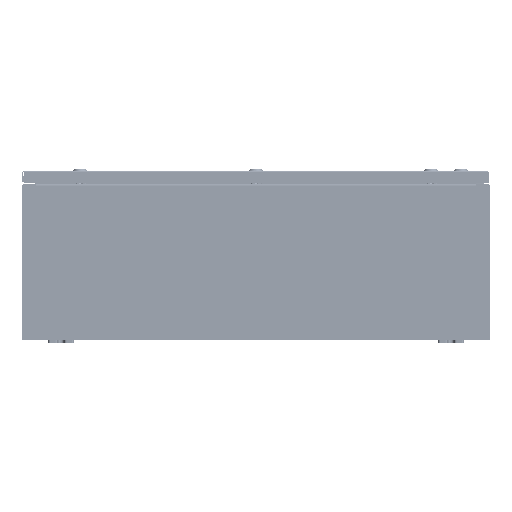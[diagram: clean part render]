
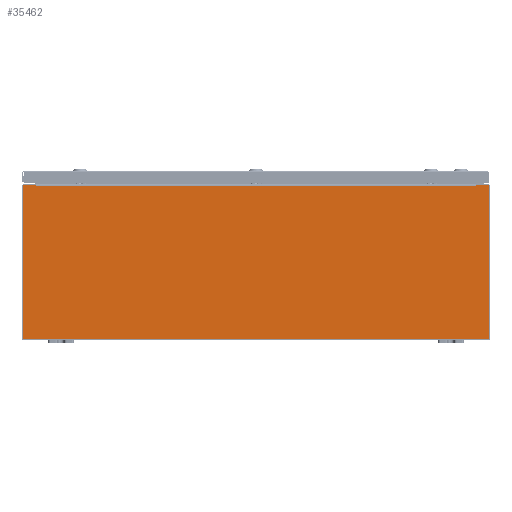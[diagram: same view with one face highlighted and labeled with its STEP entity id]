
A CAD part, front view. The second image highlights one B-rep face of the part: STEP entity #35462.
In plain terms, the highlighted face is planar.
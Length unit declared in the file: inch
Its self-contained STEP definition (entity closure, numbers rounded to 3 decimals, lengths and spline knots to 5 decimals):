
#132 = DIRECTION ( 'NONE',  ( 0., 0., 1. ) ) ;
#927 = DIRECTION ( 'NONE',  ( 0., 0., -1. ) ) ;
#1481 = LINE ( 'NONE', #32520, #42047 ) ;
#2187 = ORIENTED_EDGE ( 'NONE', *, *, #20346, .T. ) ;
#2207 = VECTOR ( 'NONE', #26494, 39.37008 ) ;
#2785 = CARTESIAN_POINT ( 'NONE',  ( 0., 0., 0. ) ) ;
#3730 = ORIENTED_EDGE ( 'NONE', *, *, #44100, .T. ) ;
#4733 = CARTESIAN_POINT ( 'NONE',  ( -16.8872, 0., 5.9123 ) ) ;
#5564 = VERTEX_POINT ( 'NONE', #57879 ) ;
#5868 = VERTEX_POINT ( 'NONE', #46274 ) ;
#8104 = DIRECTION ( 'NONE',  ( 0., -1., 0. ) ) ;
#8444 = CARTESIAN_POINT ( 'NONE',  ( 16.8872, 0., 5.9123 ) ) ;
#9734 = VERTEX_POINT ( 'NONE', #53562 ) ;
#10296 = CARTESIAN_POINT ( 'NONE',  ( -17.9253, 0., 5.9253 ) ) ;
#10673 = DIRECTION ( 'NONE',  ( 0., 1., 0. ) ) ;
#10824 = EDGE_CURVE ( 'NONE', #5868, #37110, #58797, .T. ) ;
#11247 = ORIENTED_EDGE ( 'NONE', *, *, #10824, .F. ) ;
#11511 = CARTESIAN_POINT ( 'NONE',  ( -16.92455, 0., 5.87495 ) ) ;
#12841 = LINE ( 'NONE', #10296, #67548 ) ;
#14176 = DIRECTION ( 'NONE',  ( 0., 0., 1. ) ) ;
#14290 = FACE_OUTER_BOUND ( 'NONE', #62473, .T. ) ;
#16994 = DIRECTION ( 'NONE',  ( 1., 0., 0. ) ) ;
#17249 = EDGE_CURVE ( 'NONE', #51772, #56019, #22452, .T. ) ;
#17445 = EDGE_CURVE ( 'NONE', #57600, #49820, #20767, .T. ) ;
#18814 = VECTOR ( 'NONE', #41997, 39.37008 ) ;
#18831 = CARTESIAN_POINT ( 'NONE',  ( 17.9253, 0., 5.9253 ) ) ;
#20346 = EDGE_CURVE ( 'NONE', #9734, #5564, #1481, .T. ) ;
#20387 = EDGE_CURVE ( 'NONE', #54085, #55439, #38743, .T. ) ;
#20628 = ORIENTED_EDGE ( 'NONE', *, *, #52852, .F. ) ;
#20767 = CIRCLE ( 'NONE', #36135, 0.01867 ) ;
#22452 = LINE ( 'NONE', #4733, #50617 ) ;
#23630 = EDGE_CURVE ( 'NONE', #5564, #54085, #12841, .T. ) ;
#23815 = VECTOR ( 'NONE', #51571, 39.37008 ) ;
#24660 = VECTOR ( 'NONE', #16994, 39.37008 ) ;
#25430 = LINE ( 'NONE', #46223, #23815 ) ;
#26494 = DIRECTION ( 'NONE',  ( 1., 0., 0. ) ) ;
#27467 = CARTESIAN_POINT ( 'NONE',  ( -16.8872, 0., 5.9123 ) ) ;
#28158 = ORIENTED_EDGE ( 'NONE', *, *, #43475, .F. ) ;
#28871 = CARTESIAN_POINT ( 'NONE',  ( 16.92455, 0., 0. ) ) ;
#30390 = LINE ( 'NONE', #47572, #2207 ) ;
#32303 = VECTOR ( 'NONE', #65938, 39.37008 ) ;
#32520 = CARTESIAN_POINT ( 'NONE',  ( -17.9253, 0., -5.9253 ) ) ;
#32658 = DIRECTION ( 'NONE',  ( 0., 1., 0. ) ) ;
#32765 = LINE ( 'NONE', #46271, #50166 ) ;
#32915 = LINE ( 'NONE', #58006, #18814 ) ;
#33134 = VERTEX_POINT ( 'NONE', #38479 ) ;
#33750 = CARTESIAN_POINT ( 'NONE',  ( 17.9253, 0., 5.9253 ) ) ;
#33863 = EDGE_CURVE ( 'NONE', #37110, #33134, #46710, .T. ) ;
#34482 = CARTESIAN_POINT ( 'NONE',  ( -16.92455, 0., 5.9253 ) ) ;
#34755 = ORIENTED_EDGE ( 'NONE', *, *, #20387, .T. ) ;
#35462 = ADVANCED_FACE ( 'NONE', ( #14290 ), #55616, .F. ) ;
#36135 = AXIS2_PLACEMENT_3D ( 'NONE', #64361, #32658, #927 ) ;
#37110 = VERTEX_POINT ( 'NONE', #59337 ) ;
#38479 = CARTESIAN_POINT ( 'NONE',  ( 16.8872, 0., 5.87495 ) ) ;
#38743 = LINE ( 'NONE', #64457, #24660 ) ;
#39308 = EDGE_CURVE ( 'NONE', #61771, #9734, #55594, .T. ) ;
#40023 = CARTESIAN_POINT ( 'NONE',  ( -16.8872, 0., 5.87495 ) ) ;
#41443 = VECTOR ( 'NONE', #44395, 39.37008 ) ;
#41772 = CARTESIAN_POINT ( 'NONE',  ( -17.9253, 0., 5.9253 ) ) ;
#41850 = ORIENTED_EDGE ( 'NONE', *, *, #39308, .T. ) ;
#41997 = DIRECTION ( 'NONE',  ( 0., 0., 1. ) ) ;
#42047 = VECTOR ( 'NONE', #53592, 39.37008 ) ;
#42386 = CARTESIAN_POINT ( 'NONE',  ( 16.90588, 0., 5.87495 ) ) ;
#42627 = ORIENTED_EDGE ( 'NONE', *, *, #17445, .F. ) ;
#43297 = EDGE_CURVE ( 'NONE', #51772, #57600, #25430, .T. ) ;
#43475 = EDGE_CURVE ( 'NONE', #49820, #55439, #32915, .T. ) ;
#44100 = EDGE_CURVE ( 'NONE', #5868, #61771, #30390, .T. ) ;
#44395 = DIRECTION ( 'NONE',  ( 0., 0., -1. ) ) ;
#45132 = DIRECTION ( 'NONE',  ( 0., 0., -1. ) ) ;
#46223 = CARTESIAN_POINT ( 'NONE',  ( -16.8872, 0., 0. ) ) ;
#46271 = CARTESIAN_POINT ( 'NONE',  ( 16.8872, 0., 0. ) ) ;
#46274 = CARTESIAN_POINT ( 'NONE',  ( 16.92455, 0., 5.9253 ) ) ;
#46710 = CIRCLE ( 'NONE', #54002, 0.01867 ) ;
#47572 = CARTESIAN_POINT ( 'NONE',  ( -17.9253, 0., 5.9253 ) ) ;
#47743 = DIRECTION ( 'NONE',  ( 0., 0., -1. ) ) ;
#49820 = VERTEX_POINT ( 'NONE', #11511 ) ;
#50143 = ORIENTED_EDGE ( 'NONE', *, *, #23630, .T. ) ;
#50166 = VECTOR ( 'NONE', #14176, 39.37008 ) ;
#50617 = VECTOR ( 'NONE', #62821, 39.37008 ) ;
#51571 = DIRECTION ( 'NONE',  ( 0., 0., -1. ) ) ;
#51772 = VERTEX_POINT ( 'NONE', #27467 ) ;
#52852 = EDGE_CURVE ( 'NONE', #33134, #56019, #32765, .T. ) ;
#53562 = CARTESIAN_POINT ( 'NONE',  ( 17.9253, 0., -5.9253 ) ) ;
#53592 = DIRECTION ( 'NONE',  ( -1., 0., 0. ) ) ;
#54002 = AXIS2_PLACEMENT_3D ( 'NONE', #42386, #10673, #47743 ) ;
#54085 = VERTEX_POINT ( 'NONE', #41772 ) ;
#55439 = VERTEX_POINT ( 'NONE', #34482 ) ;
#55594 = LINE ( 'NONE', #33750, #41443 ) ;
#55616 = PLANE ( 'NONE',  #66457 ) ;
#56019 = VERTEX_POINT ( 'NONE', #8444 ) ;
#57455 = ORIENTED_EDGE ( 'NONE', *, *, #43297, .F. ) ;
#57600 = VERTEX_POINT ( 'NONE', #40023 ) ;
#57879 = CARTESIAN_POINT ( 'NONE',  ( -17.9253, 0., -5.9253 ) ) ;
#58006 = CARTESIAN_POINT ( 'NONE',  ( -16.92455, 0., 0. ) ) ;
#58797 = LINE ( 'NONE', #28871, #32303 ) ;
#59337 = CARTESIAN_POINT ( 'NONE',  ( 16.92455, 0., 5.87495 ) ) ;
#61771 = VERTEX_POINT ( 'NONE', #18831 ) ;
#62473 = EDGE_LOOP ( 'NONE', ( #28158, #42627, #57455, #67906, #20628, #65493, #11247, #3730, #41850, #2187, #50143, #34755 ) ) ;
#62821 = DIRECTION ( 'NONE',  ( 1., 0., 0. ) ) ;
#64361 = CARTESIAN_POINT ( 'NONE',  ( -16.90587, 0., 5.87495 ) ) ;
#64457 = CARTESIAN_POINT ( 'NONE',  ( -17.9253, 0., 5.9253 ) ) ;
#65493 = ORIENTED_EDGE ( 'NONE', *, *, #33863, .F. ) ;
#65938 = DIRECTION ( 'NONE',  ( 0., 0., -1. ) ) ;
#66457 = AXIS2_PLACEMENT_3D ( 'NONE', #2785, #8104, #45132 ) ;
#67548 = VECTOR ( 'NONE', #132, 39.37008 ) ;
#67906 = ORIENTED_EDGE ( 'NONE', *, *, #17249, .T. ) ;
